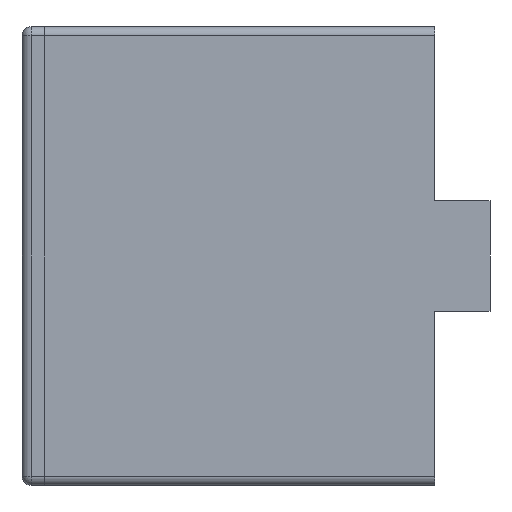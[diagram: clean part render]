
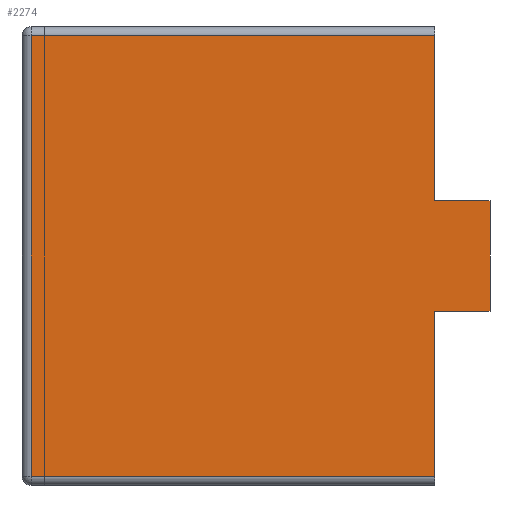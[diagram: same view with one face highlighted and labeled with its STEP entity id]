
A CAD part, left-side view. The second image highlights one B-rep face of the part: STEP entity #2274.
In plain terms, the highlighted planar face has unit normal (-1, 0, 0).
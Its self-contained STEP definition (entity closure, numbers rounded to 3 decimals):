
#398=DIRECTION('',(0.,0.,1.));
#399=VECTOR('',#398,3.6);
#400=CARTESIAN_POINT('',(-13.5,-4.5,1.2));
#401=LINE('',#400,#399);
#437=DIRECTION('',(0.,0.,1.));
#438=VECTOR('',#437,3.6);
#439=CARTESIAN_POINT('',(-13.5,-4.5,-4.8));
#440=LINE('',#439,#438);
#1031=DIRECTION('',(0.,-1.,0.));
#1032=VECTOR('',#1031,8.8);
#1033=CARTESIAN_POINT('',(-13.5,4.3,4.8));
#1034=LINE('',#1033,#1032);
#1038=DIRECTION('',(0.,-1.,0.));
#1039=VECTOR('',#1038,1.2);
#1040=CARTESIAN_POINT('',(-13.5,-4.5,1.2));
#1041=LINE('',#1040,#1039);
#1045=DIRECTION('',(0.,1.,0.));
#1046=VECTOR('',#1045,8.8);
#1047=CARTESIAN_POINT('',(-13.5,-4.5,-4.8));
#1048=LINE('',#1047,#1046);
#1052=DIRECTION('',(0.,0.,-1.));
#1053=VECTOR('',#1052,9.6);
#1054=CARTESIAN_POINT('',(-13.5,4.3,4.8));
#1055=LINE('',#1054,#1053);
#1080=DIRECTION('',(0.,-1.,0.));
#1081=VECTOR('',#1080,1.2);
#1082=CARTESIAN_POINT('',(-13.5,-4.5,-1.2));
#1083=LINE('',#1082,#1081);
#1087=DIRECTION('',(0.,0.,-1.));
#1088=VECTOR('',#1087,2.4);
#1089=CARTESIAN_POINT('',(-13.5,-5.7,1.2));
#1090=LINE('',#1089,#1088);
#1260=CARTESIAN_POINT('',(-13.5,4.3,-4.8));
#1262=VERTEX_POINT('',#1260);
#1263=CARTESIAN_POINT('',(-13.5,4.3,4.8));
#1264=VERTEX_POINT('',#1263);
#1278=CARTESIAN_POINT('',(-13.5,-4.5,4.8));
#1280=VERTEX_POINT('',#1278);
#1281=CARTESIAN_POINT('',(-13.5,-4.5,-4.8));
#1283=VERTEX_POINT('',#1281);
#1362=CARTESIAN_POINT('',(-13.5,-5.7,1.2));
#1363=CARTESIAN_POINT('',(-13.5,-5.7,-1.2));
#1364=VERTEX_POINT('',#1362);
#1365=VERTEX_POINT('',#1363);
#1370=CARTESIAN_POINT('',(-13.5,-4.5,1.2));
#1371=VERTEX_POINT('',#1370);
#1372=CARTESIAN_POINT('',(-13.5,-4.5,-1.2));
#1373=VERTEX_POINT('',#1372);
#2255=CARTESIAN_POINT('',(-13.5,4.5,-5.));
#2256=DIRECTION('',(-1.,0.,0.));
#2257=DIRECTION('',(0.,-1.,0.));
#2258=AXIS2_PLACEMENT_3D('',#2255,#2256,#2257);
#2259=PLANE('',#2258);
#2260=ORIENTED_EDGE('',*,*,#2248,.T.);
#2261=ORIENTED_EDGE('',*,*,#1699,.F.);
#2263=ORIENTED_EDGE('',*,*,#2262,.T.);
#2265=ORIENTED_EDGE('',*,*,#2264,.T.);
#2267=ORIENTED_EDGE('',*,*,#2266,.F.);
#2268=ORIENTED_EDGE('',*,*,#1710,.F.);
#2270=ORIENTED_EDGE('',*,*,#2269,.T.);
#2271=ORIENTED_EDGE('',*,*,#1933,.F.);
#2272=EDGE_LOOP('',(#2260,#2261,#2263,#2265,#2267,#2268,#2270,#2271));
#2273=FACE_OUTER_BOUND('',#2272,.F.);
#2274=ADVANCED_FACE('',(#2273),#2259,.T.);
#1699=EDGE_CURVE('',#1371,#1280,#401,.T.);
#1710=EDGE_CURVE('',#1283,#1373,#440,.T.);
#1933=EDGE_CURVE('',#1264,#1262,#1055,.T.);
#2248=EDGE_CURVE('',#1264,#1280,#1034,.T.);
#2262=EDGE_CURVE('',#1371,#1364,#1041,.T.);
#2264=EDGE_CURVE('',#1364,#1365,#1090,.T.);
#2266=EDGE_CURVE('',#1373,#1365,#1083,.T.);
#2269=EDGE_CURVE('',#1283,#1262,#1048,.T.);
